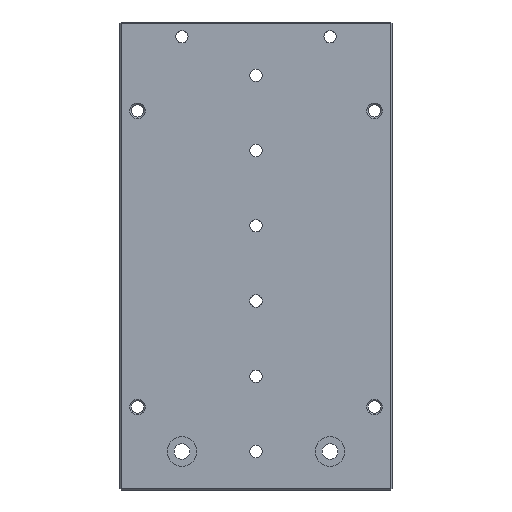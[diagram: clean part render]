
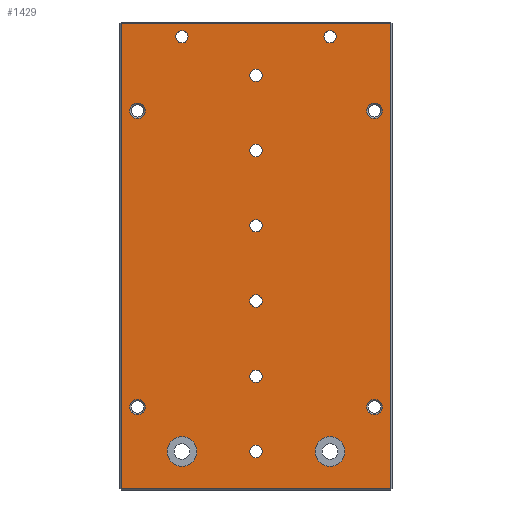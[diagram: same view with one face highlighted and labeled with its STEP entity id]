
A CAD part, left-side view. The second image highlights one B-rep face of the part: STEP entity #1429.
In plain terms, the highlighted planar face has unit normal (-1, 0, 0).
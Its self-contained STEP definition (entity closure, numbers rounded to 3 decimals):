
#48=LINE('',#1925,#115);
#49=LINE('',#1928,#116);
#50=LINE('',#1930,#117);
#51=LINE('',#1932,#118);
#115=VECTOR('',#1628,1000.);
#116=VECTOR('',#1629,1000.);
#117=VECTOR('',#1630,1000.);
#118=VECTOR('',#1631,1000.);
#182=ORIENTED_EDGE('',*,*,#412,.T.);
#183=ORIENTED_EDGE('',*,*,#413,.T.);
#184=ORIENTED_EDGE('',*,*,#414,.T.);
#185=ORIENTED_EDGE('',*,*,#415,.T.);
#186=ORIENTED_EDGE('',*,*,#416,.T.);
#187=ORIENTED_EDGE('',*,*,#417,.T.);
#188=ORIENTED_EDGE('',*,*,#418,.T.);
#189=ORIENTED_EDGE('',*,*,#419,.T.);
#190=ORIENTED_EDGE('',*,*,#420,.T.);
#191=ORIENTED_EDGE('',*,*,#421,.T.);
#192=ORIENTED_EDGE('',*,*,#422,.T.);
#193=ORIENTED_EDGE('',*,*,#423,.T.);
#194=ORIENTED_EDGE('',*,*,#424,.T.);
#195=ORIENTED_EDGE('',*,*,#425,.T.);
#196=ORIENTED_EDGE('',*,*,#426,.T.);
#197=ORIENTED_EDGE('',*,*,#427,.T.);
#198=ORIENTED_EDGE('',*,*,#428,.T.);
#199=ORIENTED_EDGE('',*,*,#429,.T.);
#412=EDGE_CURVE('',#527,#527,#609,.T.);
#413=EDGE_CURVE('',#528,#528,#610,.T.);
#414=EDGE_CURVE('',#529,#529,#611,.T.);
#415=EDGE_CURVE('',#530,#530,#612,.T.);
#416=EDGE_CURVE('',#531,#532,#48,.T.);
#417=EDGE_CURVE('',#532,#533,#49,.T.);
#418=EDGE_CURVE('',#533,#534,#50,.T.);
#419=EDGE_CURVE('',#534,#531,#51,.T.);
#420=EDGE_CURVE('',#535,#535,#613,.T.);
#421=EDGE_CURVE('',#536,#536,#614,.T.);
#422=EDGE_CURVE('',#537,#537,#615,.T.);
#423=EDGE_CURVE('',#538,#538,#616,.T.);
#424=EDGE_CURVE('',#539,#539,#617,.T.);
#425=EDGE_CURVE('',#540,#540,#618,.T.);
#426=EDGE_CURVE('',#541,#541,#619,.T.);
#427=EDGE_CURVE('',#542,#542,#620,.T.);
#428=EDGE_CURVE('',#543,#543,#621,.T.);
#429=EDGE_CURVE('',#544,#544,#622,.T.);
#527=VERTEX_POINT('',#1918);
#528=VERTEX_POINT('',#1920);
#529=VERTEX_POINT('',#1922);
#530=VERTEX_POINT('',#1924);
#531=VERTEX_POINT('',#1926);
#532=VERTEX_POINT('',#1927);
#533=VERTEX_POINT('',#1929);
#534=VERTEX_POINT('',#1931);
#535=VERTEX_POINT('',#1934);
#536=VERTEX_POINT('',#1936);
#537=VERTEX_POINT('',#1938);
#538=VERTEX_POINT('',#1940);
#539=VERTEX_POINT('',#1942);
#540=VERTEX_POINT('',#1944);
#541=VERTEX_POINT('',#1946);
#542=VERTEX_POINT('',#1948);
#543=VERTEX_POINT('',#1950);
#544=VERTEX_POINT('',#1952);
#609=CIRCLE('',#1502,2.6);
#610=CIRCLE('',#1503,2.6);
#611=CIRCLE('',#1504,2.6);
#612=CIRCLE('',#1505,2.6);
#613=CIRCLE('',#1506,2.067);
#614=CIRCLE('',#1507,2.067);
#615=CIRCLE('',#1508,2.067);
#616=CIRCLE('',#1509,2.067);
#617=CIRCLE('',#1510,2.067);
#618=CIRCLE('',#1511,2.067);
#619=CIRCLE('',#1512,2.067);
#620=CIRCLE('',#1513,2.067);
#621=CIRCLE('',#1514,5.);
#622=CIRCLE('',#1515,5.);
#657=EDGE_LOOP('',(#182));
#658=EDGE_LOOP('',(#183));
#659=EDGE_LOOP('',(#184));
#660=EDGE_LOOP('',(#185));
#661=EDGE_LOOP('',(#186,#187,#188,#189));
#662=EDGE_LOOP('',(#190));
#663=EDGE_LOOP('',(#191));
#664=EDGE_LOOP('',(#192));
#665=EDGE_LOOP('',(#193));
#666=EDGE_LOOP('',(#194));
#667=EDGE_LOOP('',(#195));
#668=EDGE_LOOP('',(#196));
#669=EDGE_LOOP('',(#197));
#670=EDGE_LOOP('',(#198));
#671=EDGE_LOOP('',(#199));
#788=FACE_BOUND('',#657,.T.);
#789=FACE_BOUND('',#658,.T.);
#790=FACE_BOUND('',#659,.T.);
#791=FACE_BOUND('',#660,.T.);
#792=FACE_BOUND('',#661,.T.);
#793=FACE_BOUND('',#662,.T.);
#794=FACE_BOUND('',#663,.T.);
#795=FACE_BOUND('',#664,.T.);
#796=FACE_BOUND('',#665,.T.);
#797=FACE_BOUND('',#666,.T.);
#798=FACE_BOUND('',#667,.T.);
#799=FACE_BOUND('',#668,.T.);
#800=FACE_BOUND('',#669,.T.);
#801=FACE_BOUND('',#670,.T.);
#802=FACE_BOUND('',#671,.T.);
#919=PLANE('',#1501);
#1429=ADVANCED_FACE('',(#788,#789,#790,#791,#792,#793,#794,#795,#796,#797,
#798,#799,#800,#801,#802),#919,.F.);
#1501=AXIS2_PLACEMENT_3D('',#1916,#1618,#1619);
#1502=AXIS2_PLACEMENT_3D('',#1917,#1620,#1621);
#1503=AXIS2_PLACEMENT_3D('',#1919,#1622,#1623);
#1504=AXIS2_PLACEMENT_3D('',#1921,#1624,#1625);
#1505=AXIS2_PLACEMENT_3D('',#1923,#1626,#1627);
#1506=AXIS2_PLACEMENT_3D('',#1933,#1632,#1633);
#1507=AXIS2_PLACEMENT_3D('',#1935,#1634,#1635);
#1508=AXIS2_PLACEMENT_3D('',#1937,#1636,#1637);
#1509=AXIS2_PLACEMENT_3D('',#1939,#1638,#1639);
#1510=AXIS2_PLACEMENT_3D('',#1941,#1640,#1641);
#1511=AXIS2_PLACEMENT_3D('',#1943,#1642,#1643);
#1512=AXIS2_PLACEMENT_3D('',#1945,#1644,#1645);
#1513=AXIS2_PLACEMENT_3D('',#1947,#1646,#1647);
#1514=AXIS2_PLACEMENT_3D('',#1949,#1648,#1649);
#1515=AXIS2_PLACEMENT_3D('',#1951,#1650,#1651);
#1618=DIRECTION('',(1.,0.,0.));
#1619=DIRECTION('',(0.,0.,-1.));
#1620=DIRECTION('',(1.,0.,0.));
#1621=DIRECTION('',(0.,-1.,0.));
#1622=DIRECTION('',(1.,0.,0.));
#1623=DIRECTION('',(0.,-1.,0.));
#1624=DIRECTION('',(1.,0.,0.));
#1625=DIRECTION('',(0.,-1.,0.));
#1626=DIRECTION('',(1.,0.,0.));
#1627=DIRECTION('',(0.,-1.,0.));
#1628=DIRECTION('',(0.,1.,0.));
#1629=DIRECTION('',(0.,0.,-1.));
#1630=DIRECTION('',(0.,-1.,0.));
#1631=DIRECTION('',(0.,0.,1.));
#1632=DIRECTION('',(1.,0.,0.));
#1633=DIRECTION('',(0.,0.,1.));
#1634=DIRECTION('',(1.,0.,0.));
#1635=DIRECTION('',(0.,0.,1.));
#1636=DIRECTION('',(1.,0.,0.));
#1637=DIRECTION('',(0.,0.,1.));
#1638=DIRECTION('',(1.,0.,0.));
#1639=DIRECTION('',(0.,0.,1.));
#1640=DIRECTION('',(1.,0.,0.));
#1641=DIRECTION('',(0.,0.,1.));
#1642=DIRECTION('',(1.,0.,0.));
#1643=DIRECTION('',(0.,0.,1.));
#1644=DIRECTION('',(1.,0.,0.));
#1645=DIRECTION('',(0.,0.,1.));
#1646=DIRECTION('',(1.,0.,0.));
#1647=DIRECTION('',(0.,0.,1.));
#1648=DIRECTION('',(1.,0.,0.));
#1649=DIRECTION('',(0.,0.,1.));
#1650=DIRECTION('',(1.,0.,0.));
#1651=DIRECTION('',(0.,0.,1.));
#1916=CARTESIAN_POINT('',(-8.,-46.,150.));
#1917=CARTESIAN_POINT('',(-8.,40.,120.));
#1918=CARTESIAN_POINT('',(-8.,37.4,120.));
#1919=CARTESIAN_POINT('',(-8.,-40.,120.));
#1920=CARTESIAN_POINT('',(-8.,-42.6,120.));
#1921=CARTESIAN_POINT('',(-8.,-40.,20.));
#1922=CARTESIAN_POINT('',(-8.,-42.6,20.));
#1923=CARTESIAN_POINT('',(-8.,40.,20.));
#1924=CARTESIAN_POINT('',(-8.,37.4,20.));
#1925=CARTESIAN_POINT('',(-8.,-46.,149.5));
#1926=CARTESIAN_POINT('',(-8.,-45.5,149.5));
#1927=CARTESIAN_POINT('',(-8.,45.5,149.5));
#1928=CARTESIAN_POINT('',(-8.,45.5,150.));
#1929=CARTESIAN_POINT('',(-8.,45.5,-7.5));
#1930=CARTESIAN_POINT('',(-8.,-46.,-7.5));
#1931=CARTESIAN_POINT('',(-8.,-45.5,-7.5));
#1932=CARTESIAN_POINT('',(-8.,-45.5,150.));
#1933=CARTESIAN_POINT('',(-8.,0.,132.));
#1934=CARTESIAN_POINT('',(-8.,0.,134.067));
#1935=CARTESIAN_POINT('',(-8.,-25.,145.));
#1936=CARTESIAN_POINT('',(-8.,-25.,147.067));
#1937=CARTESIAN_POINT('',(-8.,25.,145.));
#1938=CARTESIAN_POINT('',(-8.,25.,147.067));
#1939=CARTESIAN_POINT('',(-8.,0.,106.6));
#1940=CARTESIAN_POINT('',(-8.,0.,108.667));
#1941=CARTESIAN_POINT('',(-8.,0.,81.2));
#1942=CARTESIAN_POINT('',(-8.,0.,83.267));
#1943=CARTESIAN_POINT('',(-8.,0.,55.8));
#1944=CARTESIAN_POINT('',(-8.,0.,57.867));
#1945=CARTESIAN_POINT('',(-8.,0.,30.4));
#1946=CARTESIAN_POINT('',(-8.,0.,32.467));
#1947=CARTESIAN_POINT('',(-8.,0.,5.));
#1948=CARTESIAN_POINT('',(-8.,0.,7.067));
#1949=CARTESIAN_POINT('',(-8.,-25.,5.));
#1950=CARTESIAN_POINT('',(-8.,-25.,10.));
#1951=CARTESIAN_POINT('',(-8.,25.,5.));
#1952=CARTESIAN_POINT('',(-8.,25.,10.));
